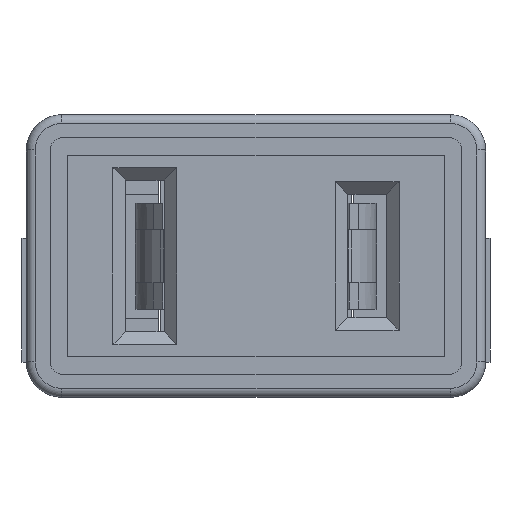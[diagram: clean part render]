
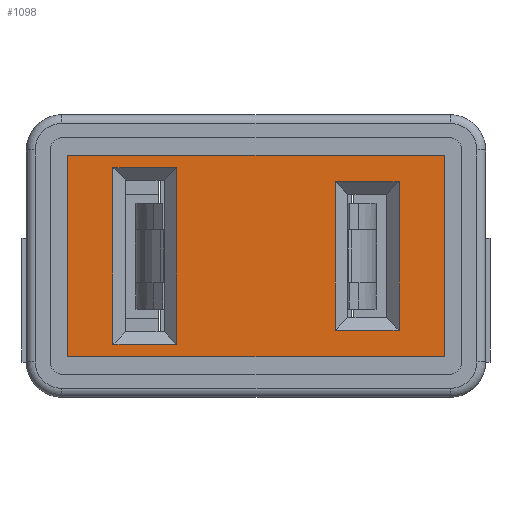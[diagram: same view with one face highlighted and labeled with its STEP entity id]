
A CAD part, top view. The second image highlights one B-rep face of the part: STEP entity #1098.
In plain terms, the highlighted planar face has unit normal (0, 0, 1).
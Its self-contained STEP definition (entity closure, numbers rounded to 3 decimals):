
#76 = ORIENTED_EDGE ( 'NONE', *, *, #4888, .T. ) ;
#86 = CARTESIAN_POINT ( 'NONE',  ( -13., 4.2, 0. ) ) ;
#105 = VERTEX_POINT ( 'NONE', #734 ) ;
#199 = LINE ( 'NONE', #6099, #5097 ) ;
#249 = VECTOR ( 'NONE', #4156, 1000. ) ;
#335 = CARTESIAN_POINT ( 'NONE',  ( -10.65, -5.7, 0. ) ) ;
#728 = DIRECTION ( 'NONE',  ( 1., 0., 0. ) ) ;
#734 = CARTESIAN_POINT ( 'NONE',  ( -10.65, 5.7, 0. ) ) ;
#789 = VECTOR ( 'NONE', #6909, 1000. ) ;
#1090 = CARTESIAN_POINT ( 'NONE',  ( -13., 5., 0. ) ) ;
#1098 = ADVANCED_FACE ( 'NONE', ( #6678, #1954, #3394 ), #6003, .F. ) ;
#1136 = ORIENTED_EDGE ( 'NONE', *, *, #7611, .T. ) ;
#1167 = ORIENTED_EDGE ( 'NONE', *, *, #2849, .T. ) ;
#1260 = LINE ( 'NONE', #5701, #4511 ) ;
#1504 = LINE ( 'NONE', #7900, #6215 ) ;
#1586 = CARTESIAN_POINT ( 'NONE',  ( 4.5, -4.2, 0. ) ) ;
#1636 = CARTESIAN_POINT ( 'NONE',  ( 8.1, 8., 0. ) ) ;
#1787 = DIRECTION ( 'NONE',  ( 0., 1., 0. ) ) ;
#1825 = CARTESIAN_POINT ( 'NONE',  ( 4.5, 4.2, 0. ) ) ;
#1852 = LINE ( 'NONE', #3915, #4933 ) ;
#1875 = LINE ( 'NONE', #5989, #249 ) ;
#1945 = CARTESIAN_POINT ( 'NONE',  ( 8.1, -4.2, 0. ) ) ;
#1954 = FACE_BOUND ( 'NONE', #3565, .T. ) ;
#2003 = DIRECTION ( 'NONE',  ( 1., 0., 0. ) ) ;
#2038 = EDGE_CURVE ( 'NONE', #7687, #2437, #1504, .T. ) ;
#2066 = VERTEX_POINT ( 'NONE', #1825 ) ;
#2067 = VERTEX_POINT ( 'NONE', #5523 ) ;
#2164 = ORIENTED_EDGE ( 'NONE', *, *, #5350, .T. ) ;
#2417 = LINE ( 'NONE', #5582, #789 ) ;
#2437 = VERTEX_POINT ( 'NONE', #1586 ) ;
#2547 = EDGE_CURVE ( 'NONE', #105, #4198, #1875, .T. ) ;
#2571 = VERTEX_POINT ( 'NONE', #7241 ) ;
#2585 = LINE ( 'NONE', #5468, #7483 ) ;
#2706 = EDGE_CURVE ( 'NONE', #2067, #5245, #2417, .T. ) ;
#2849 = EDGE_CURVE ( 'NONE', #5245, #2571, #1852, .T. ) ;
#2875 = LINE ( 'NONE', #1636, #7580 ) ;
#2921 = EDGE_CURVE ( 'NONE', #3534, #4862, #5986, .T. ) ;
#3048 = VECTOR ( 'NONE', #4740, 1000. ) ;
#3256 = LINE ( 'NONE', #86, #4702 ) ;
#3394 = FACE_OUTER_BOUND ( 'NONE', #5624, .T. ) ;
#3534 = VERTEX_POINT ( 'NONE', #5671 ) ;
#3565 = EDGE_LOOP ( 'NONE', ( #7090, #5318, #3747, #7388 ) ) ;
#3613 = CARTESIAN_POINT ( 'NONE',  ( -4.5, 5., 0. ) ) ;
#3747 = ORIENTED_EDGE ( 'NONE', *, *, #3929, .T. ) ;
#3759 = ORIENTED_EDGE ( 'NONE', *, *, #2547, .T. ) ;
#3765 = ORIENTED_EDGE ( 'NONE', *, *, #6899, .T. ) ;
#3814 = CARTESIAN_POINT ( 'NONE',  ( 10.65, 5.7, 0. ) ) ;
#3915 = CARTESIAN_POINT ( 'NONE',  ( -8.1, 8., 0. ) ) ;
#3929 = EDGE_CURVE ( 'NONE', #4976, #7687, #2875, .T. ) ;
#3987 = ORIENTED_EDGE ( 'NONE', *, *, #2706, .T. ) ;
#4135 = CARTESIAN_POINT ( 'NONE',  ( -13., 8., 0. ) ) ;
#4156 = DIRECTION ( 'NONE',  ( 0., -1., 0. ) ) ;
#4198 = VERTEX_POINT ( 'NONE', #335 ) ;
#4241 = DIRECTION ( 'NONE',  ( -1., 0., 0. ) ) ;
#4351 = VECTOR ( 'NONE', #5226, 1000. ) ;
#4410 = ORIENTED_EDGE ( 'NONE', *, *, #2921, .T. ) ;
#4511 = VECTOR ( 'NONE', #2003, 1000. ) ;
#4642 = CARTESIAN_POINT ( 'NONE',  ( 10.65, 5.7, 0. ) ) ;
#4702 = VECTOR ( 'NONE', #728, 1000. ) ;
#4740 = DIRECTION ( 'NONE',  ( -1., 0., 0. ) ) ;
#4742 = EDGE_CURVE ( 'NONE', #2437, #2066, #2585, .T. ) ;
#4850 = EDGE_CURVE ( 'NONE', #2066, #4976, #3256, .T. ) ;
#4862 = VERTEX_POINT ( 'NONE', #3814 ) ;
#4888 = EDGE_CURVE ( 'NONE', #4198, #3534, #1260, .T. ) ;
#4933 = VECTOR ( 'NONE', #5163, 1000. ) ;
#4976 = VERTEX_POINT ( 'NONE', #5542 ) ;
#5097 = VECTOR ( 'NONE', #6119, 1000. ) ;
#5163 = DIRECTION ( 'NONE',  ( 0., 1., 0. ) ) ;
#5226 = DIRECTION ( 'NONE',  ( 0., 1., 0. ) ) ;
#5245 = VERTEX_POINT ( 'NONE', #7659 ) ;
#5318 = ORIENTED_EDGE ( 'NONE', *, *, #4850, .T. ) ;
#5350 = EDGE_CURVE ( 'NONE', #4862, #105, #7945, .T. ) ;
#5425 = VERTEX_POINT ( 'NONE', #3613 ) ;
#5468 = CARTESIAN_POINT ( 'NONE',  ( 4.5, 8., 0. ) ) ;
#5523 = CARTESIAN_POINT ( 'NONE',  ( -4.5, -5., 0. ) ) ;
#5542 = CARTESIAN_POINT ( 'NONE',  ( 8.1, 4.2, 0. ) ) ;
#5582 = CARTESIAN_POINT ( 'NONE',  ( -13., -5., 0. ) ) ;
#5624 = EDGE_LOOP ( 'NONE', ( #76, #4410, #2164, #3759 ) ) ;
#5671 = CARTESIAN_POINT ( 'NONE',  ( 10.65, -5.7, 0. ) ) ;
#5688 = VECTOR ( 'NONE', #6010, 1000. ) ;
#5701 = CARTESIAN_POINT ( 'NONE',  ( -10.65, -5.7, 0. ) ) ;
#5936 = DIRECTION ( 'NONE',  ( 0., -1., 0. ) ) ;
#5986 = LINE ( 'NONE', #4642, #4351 ) ;
#5989 = CARTESIAN_POINT ( 'NONE',  ( -10.65, 5.7, 0. ) ) ;
#6003 = PLANE ( 'NONE',  #7558 ) ;
#6010 = DIRECTION ( 'NONE',  ( 1., 0., 0. ) ) ;
#6099 = CARTESIAN_POINT ( 'NONE',  ( -4.5, 8., 0. ) ) ;
#6119 = DIRECTION ( 'NONE',  ( 0., -1., 0. ) ) ;
#6215 = VECTOR ( 'NONE', #4241, 1000. ) ;
#6678 = FACE_BOUND ( 'NONE', #7547, .T. ) ;
#6899 = EDGE_CURVE ( 'NONE', #2571, #5425, #7307, .T. ) ;
#6909 = DIRECTION ( 'NONE',  ( -1., 0., 0. ) ) ;
#7090 = ORIENTED_EDGE ( 'NONE', *, *, #4742, .T. ) ;
#7181 = CARTESIAN_POINT ( 'NONE',  ( -10.65, 5.7, 0. ) ) ;
#7194 = DIRECTION ( 'NONE',  ( 0., 0., -1. ) ) ;
#7224 = DIRECTION ( 'NONE',  ( -1., 0., 0. ) ) ;
#7241 = CARTESIAN_POINT ( 'NONE',  ( -8.1, 5., 0. ) ) ;
#7307 = LINE ( 'NONE', #1090, #5688 ) ;
#7388 = ORIENTED_EDGE ( 'NONE', *, *, #2038, .T. ) ;
#7483 = VECTOR ( 'NONE', #1787, 1000. ) ;
#7547 = EDGE_LOOP ( 'NONE', ( #1167, #3765, #1136, #3987 ) ) ;
#7558 = AXIS2_PLACEMENT_3D ( 'NONE', #4135, #7194, #7224 ) ;
#7580 = VECTOR ( 'NONE', #5936, 1000. ) ;
#7611 = EDGE_CURVE ( 'NONE', #5425, #2067, #199, .T. ) ;
#7659 = CARTESIAN_POINT ( 'NONE',  ( -8.1, -5., 0. ) ) ;
#7687 = VERTEX_POINT ( 'NONE', #1945 ) ;
#7900 = CARTESIAN_POINT ( 'NONE',  ( -13., -4.2, 0. ) ) ;
#7945 = LINE ( 'NONE', #7181, #3048 ) ;
